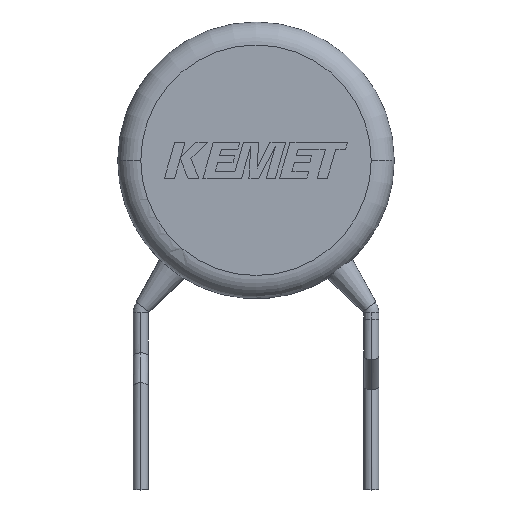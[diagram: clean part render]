
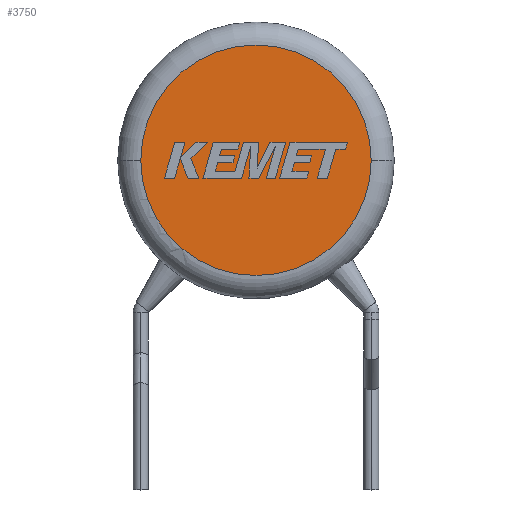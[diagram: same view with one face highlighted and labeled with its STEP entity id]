
A CAD part, top view. The second image highlights one B-rep face of the part: STEP entity #3750.
In plain terms, the highlighted planar face has unit normal (0, 0, 1).
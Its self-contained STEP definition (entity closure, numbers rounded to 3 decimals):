
#440 = PLANE ( 'NONE',  #807 ) ;
#512 = EDGE_CURVE ( 'NONE', #1350, #595, #2013, .T. ) ;
#588 = DIRECTION ( 'NONE',  ( 1., 0., 0. ) ) ;
#595 = VERTEX_POINT ( 'NONE', #1031 ) ;
#807 = AXIS2_PLACEMENT_3D ( 'NONE', #3411, #2389, #3014 ) ;
#1031 = CARTESIAN_POINT ( 'NONE',  ( 5., 0., 5.5 ) ) ;
#1137 = EDGE_CURVE ( 'NONE', #595, #1350, #3054, .T. ) ;
#1350 = VERTEX_POINT ( 'NONE', #3891 ) ;
#1552 = DIRECTION ( 'NONE',  ( 0., 0., 1. ) ) ;
#2013 = CIRCLE ( 'NONE', #2771, 5. ) ;
#2389 = DIRECTION ( 'NONE',  ( 0., 0., 1. ) ) ;
#2610 = ORIENTED_EDGE ( 'NONE', *, *, #1137, .T. ) ;
#2771 = AXIS2_PLACEMENT_3D ( 'NONE', #3662, #4007, #3678 ) ;
#2936 = EDGE_LOOP ( 'NONE', ( #2610, #3877 ) ) ;
#3014 = DIRECTION ( 'NONE',  ( 1., 0., 0. ) ) ;
#3054 = CIRCLE ( 'NONE', #3644, 5. ) ;
#3411 = CARTESIAN_POINT ( 'NONE',  ( 0., 0., 5.5 ) ) ;
#3506 = FACE_OUTER_BOUND ( 'NONE', #2936, .T. ) ;
#3644 = AXIS2_PLACEMENT_3D ( 'NONE', #4198, #1552, #588 ) ;
#3662 = CARTESIAN_POINT ( 'NONE',  ( 0., 0., 5.5 ) ) ;
#3678 = DIRECTION ( 'NONE',  ( 1., 0., 0. ) ) ;
#3750 = ADVANCED_FACE ( 'NONE', ( #3506 ), #440, .T. ) ;
#3877 = ORIENTED_EDGE ( 'NONE', *, *, #512, .T. ) ;
#3891 = CARTESIAN_POINT ( 'NONE',  ( -5., 0., 5.5 ) ) ;
#4007 = DIRECTION ( 'NONE',  ( 0., 0., 1. ) ) ;
#4198 = CARTESIAN_POINT ( 'NONE',  ( 0., 0., 5.5 ) ) ;
